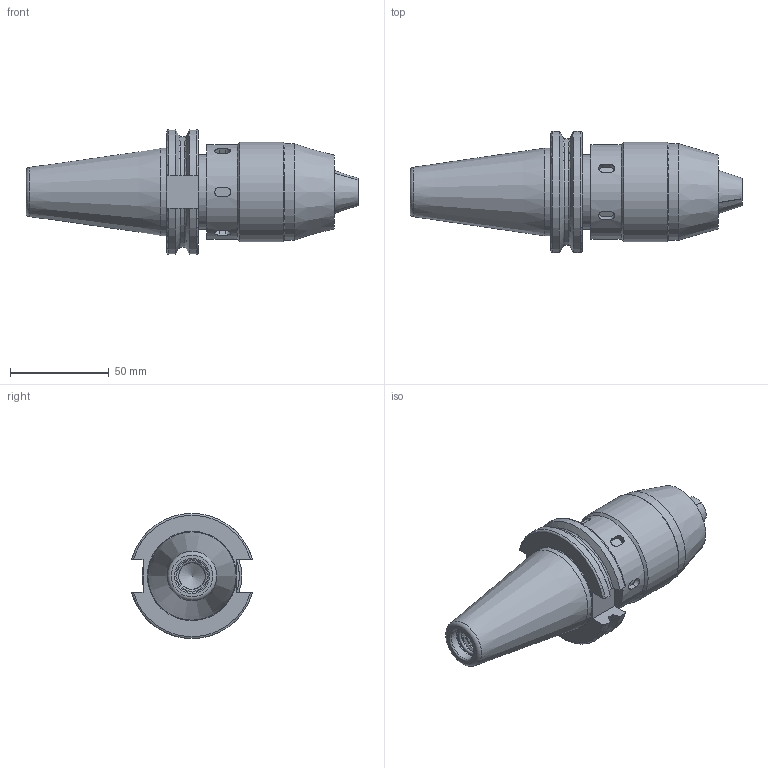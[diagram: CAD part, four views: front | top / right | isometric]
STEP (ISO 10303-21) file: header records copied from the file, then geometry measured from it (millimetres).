
FILE_DESCRIPTION(/* description */ (''),/* implementation_level */ '2;1');
FILE_NAME(/* name */ 'CAT40-DC050-0394.step',/* time_stamp */ '2024-04-23T10:06:55-05:00',/* author */ (''),/* organization */ (''),/* preprocessor_version */ 'ST-DEVELOPER v20',/* originating_system */ 'Autodesk Translation Framework v12.20.1.177',/* authorisation */ '');
FILE_SCHEMA (('AUTOMOTIVE_DESIGN { 1 0 10303 214 3 1 1 }'));
Length unit declared in the file: millimetre
Products named in the file (2): CAT40-DC050-0394; DC050
Assembly tree (1 placements, depth 2):
  CAT40-DC050-0394
    DC050
Bounding box: 168.25 x 61.4 x 63.31 mm (x, y, z)
Volume: 250128.1 mm3; surface area: 37999.3 mm2
Topology: 2 solids, 2 shells, 136 faces, 350 edges, 231 vertices
Faces by surface type: cylinder 55, plane 48, torus 17, cone 14, bspline 2
Full cylindrical faces by diameter (mm): 6.647 x1, 8.5 x1, 10 x1, 13.541 x10, 15.875 x9, 16.3 x1, 16.8 x1, 22.8 x1, 23.6 x1, 37.9 x1, 44.45 x1, 48 x1, 49 x1, 50.5 x1
Entity records: 6956 total; most frequent: CARTESIAN_POINT 3697, ORIENTED_EDGE 696, DIRECTION 625, EDGE_CURVE 348, AXIS2_PLACEMENT_3D 243, VERTEX_POINT 231, EDGE_LOOP 151, LINE 139
